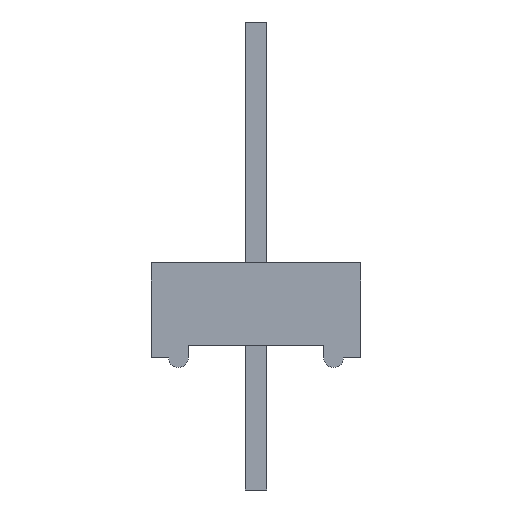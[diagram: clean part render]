
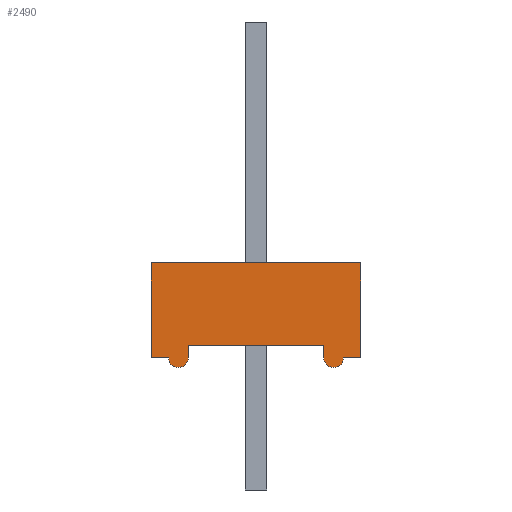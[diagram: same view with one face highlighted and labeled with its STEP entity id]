
A CAD part, left-side view. The second image highlights one B-rep face of the part: STEP entity #2490.
In plain terms, the highlighted planar face has unit normal (-1, 0, 0).
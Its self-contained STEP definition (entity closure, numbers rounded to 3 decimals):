
#19 = LINE ( 'NONE', #271, #2288 ) ;
#61 = CARTESIAN_POINT ( 'NONE',  ( -12.7, -1.968, -2.254 ) ) ;
#111 = LINE ( 'NONE', #2182, #1151 ) ;
#115 = EDGE_CURVE ( 'NONE', #1724, #826, #517, .T. ) ;
#198 = CIRCLE ( 'NONE', #2396, 0.286 ) ;
#224 = DIRECTION ( 'NONE',  ( 1., 0., 0. ) ) ;
#234 = CARTESIAN_POINT ( 'NONE',  ( -12.7, -1.968, -1.905 ) ) ;
#271 = CARTESIAN_POINT ( 'NONE',  ( -12.7, 1.968, -1.905 ) ) ;
#323 = DIRECTION ( 'NONE',  ( 1., 0., 0. ) ) ;
#379 = VECTOR ( 'NONE', #588, 1000. ) ;
#405 = ORIENTED_EDGE ( 'NONE', *, *, #1261, .F. ) ;
#471 = LINE ( 'NONE', #532, #1889 ) ;
#485 = DIRECTION ( 'NONE',  ( 0., 0., 1. ) ) ;
#517 = CIRCLE ( 'NONE', #1286, 0.286 ) ;
#532 = CARTESIAN_POINT ( 'NONE',  ( -12.7, -2.54, 0.5 ) ) ;
#584 = ORIENTED_EDGE ( 'NONE', *, *, #1566, .T. ) ;
#588 = DIRECTION ( 'NONE',  ( 0., 1., 0. ) ) ;
#751 = EDGE_CURVE ( 'NONE', #1926, #1746, #992, .T. ) ;
#782 = ORIENTED_EDGE ( 'NONE', *, *, #1868, .F. ) ;
#825 = PLANE ( 'NONE',  #1491 ) ;
#826 = VERTEX_POINT ( 'NONE', #1083 ) ;
#892 = CARTESIAN_POINT ( 'NONE',  ( -12.7, 3.04, 0.5 ) ) ;
#913 = DIRECTION ( 'NONE',  ( 0., 0., 1. ) ) ;
#935 = EDGE_CURVE ( 'NONE', #2693, #826, #111, .T. ) ;
#948 = CARTESIAN_POINT ( 'NONE',  ( -12.7, -3.04, -2.254 ) ) ;
#951 = FACE_OUTER_BOUND ( 'NONE', #2499, .T. ) ;
#961 = VECTOR ( 'NONE', #3055, 1000. ) ;
#985 = VERTEX_POINT ( 'NONE', #2192 ) ;
#992 = LINE ( 'NONE', #1478, #961 ) ;
#1002 = ORIENTED_EDGE ( 'NONE', *, *, #2151, .F. ) ;
#1020 = CARTESIAN_POINT ( 'NONE',  ( -12.7, -3.04, 0.5 ) ) ;
#1083 = CARTESIAN_POINT ( 'NONE',  ( -12.7, 2.54, -2.254 ) ) ;
#1151 = VECTOR ( 'NONE', #3243, 1000. ) ;
#1162 = CARTESIAN_POINT ( 'NONE',  ( -12.7, -1.968, -2.254 ) ) ;
#1163 = ORIENTED_EDGE ( 'NONE', *, *, #935, .T. ) ;
#1165 = ORIENTED_EDGE ( 'NONE', *, *, #751, .T. ) ;
#1229 = VECTOR ( 'NONE', #1675, 1000. ) ;
#1243 = CARTESIAN_POINT ( 'NONE',  ( -12.7, 2.254, -2.254 ) ) ;
#1261 = EDGE_CURVE ( 'NONE', #2219, #2519, #198, .T. ) ;
#1286 = AXIS2_PLACEMENT_3D ( 'NONE', #1243, #224, #485 ) ;
#1379 = VECTOR ( 'NONE', #2762, 1000. ) ;
#1478 = CARTESIAN_POINT ( 'NONE',  ( -12.7, -3.04, -2.254 ) ) ;
#1491 = AXIS2_PLACEMENT_3D ( 'NONE', #1881, #323, #1628 ) ;
#1566 = EDGE_CURVE ( 'NONE', #985, #2693, #2259, .T. ) ;
#1578 = DIRECTION ( 'NONE',  ( 0., 0., -1. ) ) ;
#1590 = CARTESIAN_POINT ( 'NONE',  ( -12.7, 0., -1.905 ) ) ;
#1611 = CARTESIAN_POINT ( 'NONE',  ( -12.7, -3.04, -2.254 ) ) ;
#1625 = LINE ( 'NONE', #1590, #379 ) ;
#1628 = DIRECTION ( 'NONE',  ( 0., 0., -1. ) ) ;
#1675 = DIRECTION ( 'NONE',  ( 0., 0., -1. ) ) ;
#1724 = VERTEX_POINT ( 'NONE', #3368 ) ;
#1746 = VERTEX_POINT ( 'NONE', #1020 ) ;
#1822 = ORIENTED_EDGE ( 'NONE', *, *, #115, .F. ) ;
#1868 = EDGE_CURVE ( 'NONE', #985, #1746, #471, .T. ) ;
#1881 = CARTESIAN_POINT ( 'NONE',  ( -12.7, 0., 0. ) ) ;
#1889 = VECTOR ( 'NONE', #2305, 1000. ) ;
#1926 = VERTEX_POINT ( 'NONE', #1611 ) ;
#1971 = VECTOR ( 'NONE', #2732, 1000. ) ;
#2100 = ORIENTED_EDGE ( 'NONE', *, *, #2318, .F. ) ;
#2125 = CARTESIAN_POINT ( 'NONE',  ( -12.7, 1.968, -1.905 ) ) ;
#2151 = EDGE_CURVE ( 'NONE', #2519, #2171, #3357, .T. ) ;
#2156 = ORIENTED_EDGE ( 'NONE', *, *, #2431, .F. ) ;
#2171 = VERTEX_POINT ( 'NONE', #234 ) ;
#2182 = CARTESIAN_POINT ( 'NONE',  ( -12.7, 3.04, -2.254 ) ) ;
#2192 = CARTESIAN_POINT ( 'NONE',  ( -12.7, 3.04, 0.5 ) ) ;
#2219 = VERTEX_POINT ( 'NONE', #3119 ) ;
#2259 = LINE ( 'NONE', #892, #1229 ) ;
#2288 = VECTOR ( 'NONE', #1578, 1000. ) ;
#2305 = DIRECTION ( 'NONE',  ( 0., -1., 0. ) ) ;
#2318 = EDGE_CURVE ( 'NONE', #2171, #2967, #1625, .T. ) ;
#2396 = AXIS2_PLACEMENT_3D ( 'NONE', #3276, #3252, #913 ) ;
#2405 = LINE ( 'NONE', #948, #1379 ) ;
#2431 = EDGE_CURVE ( 'NONE', #2967, #1724, #19, .T. ) ;
#2490 = ADVANCED_FACE ( 'NONE', ( #951 ), #825, .F. ) ;
#2499 = EDGE_LOOP ( 'NONE', ( #782, #584, #1163, #1822, #2156, #2100, #1002, #405, #3138, #1165 ) ) ;
#2519 = VERTEX_POINT ( 'NONE', #61 ) ;
#2693 = VERTEX_POINT ( 'NONE', #3238 ) ;
#2732 = DIRECTION ( 'NONE',  ( 0., 0., 1. ) ) ;
#2762 = DIRECTION ( 'NONE',  ( 0., 1., 0. ) ) ;
#2776 = EDGE_CURVE ( 'NONE', #1926, #2219, #2405, .T. ) ;
#2967 = VERTEX_POINT ( 'NONE', #2125 ) ;
#3055 = DIRECTION ( 'NONE',  ( 0., 0., 1. ) ) ;
#3119 = CARTESIAN_POINT ( 'NONE',  ( -12.7, -2.54, -2.254 ) ) ;
#3138 = ORIENTED_EDGE ( 'NONE', *, *, #2776, .F. ) ;
#3238 = CARTESIAN_POINT ( 'NONE',  ( -12.7, 3.04, -2.254 ) ) ;
#3243 = DIRECTION ( 'NONE',  ( 0., -1., 0. ) ) ;
#3252 = DIRECTION ( 'NONE',  ( 1., 0., 0. ) ) ;
#3276 = CARTESIAN_POINT ( 'NONE',  ( -12.7, -2.254, -2.254 ) ) ;
#3357 = LINE ( 'NONE', #1162, #1971 ) ;
#3368 = CARTESIAN_POINT ( 'NONE',  ( -12.7, 1.968, -2.254 ) ) ;
